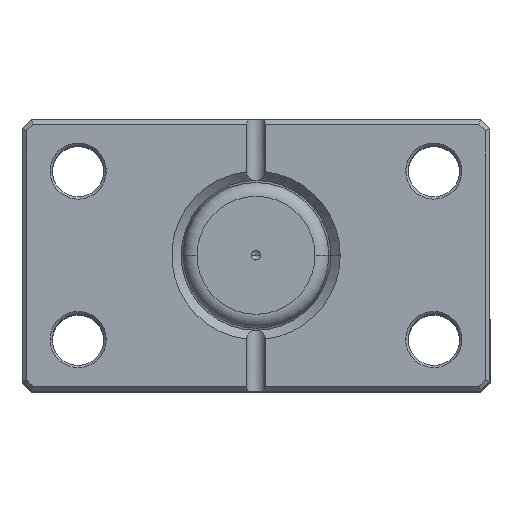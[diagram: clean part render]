
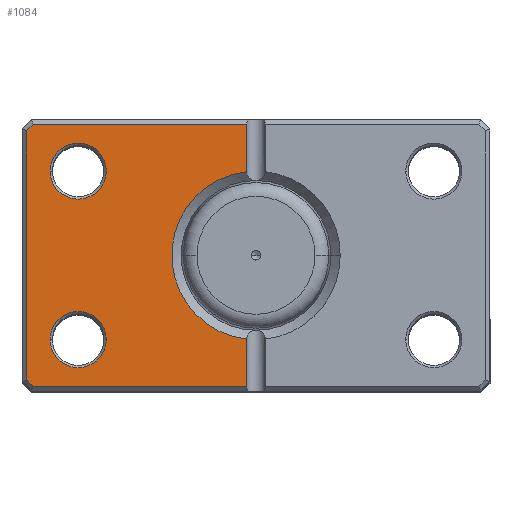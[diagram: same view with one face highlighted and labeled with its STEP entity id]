
A CAD part, top view. The second image highlights one B-rep face of the part: STEP entity #1084.
In plain terms, the highlighted face is planar.
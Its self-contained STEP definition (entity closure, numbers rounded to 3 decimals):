
#2 = CARTESIAN_POINT ( 'NONE',  ( 38., -18., 0. ) ) ;
#48 = CARTESIAN_POINT ( 'NONE',  ( 44., 18., 0. ) ) ;
#173 = CARTESIAN_POINT ( 'NONE',  ( 49., -26.586, 0. ) ) ;
#177 = DIRECTION ( 'NONE',  ( 1., 0., 0. ) ) ;
#346 = DIRECTION ( 'NONE',  ( 1., 0., 0. ) ) ;
#495 = VERTEX_POINT ( 'NONE', #1182 ) ;
#502 = DIRECTION ( 'NONE',  ( 1., 0., 0. ) ) ;
#515 = DIRECTION ( 'NONE',  ( 1., 0., 0. ) ) ;
#673 = AXIS2_PLACEMENT_3D ( 'NONE', #6225, #3326, #346 ) ;
#704 = EDGE_CURVE ( 'NONE', #4026, #2883, #3937, .T. ) ;
#847 = EDGE_CURVE ( 'NONE', #2432, #2712, #4610, .T. ) ;
#992 = CARTESIAN_POINT ( 'NONE',  ( 49., 26.586, 0. ) ) ;
#1015 = DIRECTION ( 'NONE',  ( 0., 1., 0. ) ) ;
#1031 = CIRCLE ( 'NONE', #2580, 6. ) ;
#1056 = CARTESIAN_POINT ( 'NONE',  ( 2., -28., 0. ) ) ;
#1084 = ADVANCED_FACE ( 'NONE', ( #6286, #4997, #2428 ), #2962, .F. ) ;
#1141 = ORIENTED_EDGE ( 'NONE', *, *, #3074, .T. ) ;
#1182 = CARTESIAN_POINT ( 'NONE',  ( 2., 17.889, 0. ) ) ;
#1235 = VERTEX_POINT ( 'NONE', #2882 ) ;
#1310 = CARTESIAN_POINT ( 'NONE',  ( 37.793, -37.793, 0. ) ) ;
#1318 = ORIENTED_EDGE ( 'NONE', *, *, #2597, .T. ) ;
#1366 = EDGE_CURVE ( 'NONE', #5066, #4039, #4286, .T. ) ;
#1438 = DIRECTION ( 'NONE',  ( 0., 1., 0. ) ) ;
#1640 = LINE ( 'NONE', #2680, #5031 ) ;
#1733 = CARTESIAN_POINT ( 'NONE',  ( 2., 29., 0. ) ) ;
#1744 = VECTOR ( 'NONE', #1438, 1000. ) ;
#1792 = EDGE_LOOP ( 'NONE', ( #5916, #2206 ) ) ;
#1885 = LINE ( 'NONE', #4031, #5579 ) ;
#2044 = DIRECTION ( 'NONE',  ( 0.707, -0.707, 0. ) ) ;
#2134 = CIRCLE ( 'NONE', #5229, 6. ) ;
#2155 = EDGE_CURVE ( 'NONE', #5821, #4250, #1031, .T. ) ;
#2177 = LINE ( 'NONE', #4492, #4494 ) ;
#2206 = ORIENTED_EDGE ( 'NONE', *, *, #4794, .T. ) ;
#2297 = CARTESIAN_POINT ( 'NONE',  ( 47.586, 28., 0. ) ) ;
#2348 = ORIENTED_EDGE ( 'NONE', *, *, #1366, .T. ) ;
#2399 = DIRECTION ( 'NONE',  ( -0.707, -0.707, 0. ) ) ;
#2428 = FACE_OUTER_BOUND ( 'NONE', #4780, .T. ) ;
#2432 = VERTEX_POINT ( 'NONE', #4903 ) ;
#2512 = ORIENTED_EDGE ( 'NONE', *, *, #5213, .T. ) ;
#2566 = DIRECTION ( 'NONE',  ( 1., 0., 0. ) ) ;
#2580 = AXIS2_PLACEMENT_3D ( 'NONE', #6058, #3151, #177 ) ;
#2597 = EDGE_CURVE ( 'NONE', #2883, #5066, #1885, .T. ) ;
#2657 = VECTOR ( 'NONE', #2399, 1000. ) ;
#2661 = AXIS2_PLACEMENT_3D ( 'NONE', #2, #3461, #515 ) ;
#2680 = CARTESIAN_POINT ( 'NONE',  ( 49., 0., 0. ) ) ;
#2691 = EDGE_LOOP ( 'NONE', ( #3328, #4605 ) ) ;
#2712 = VERTEX_POINT ( 'NONE', #2297 ) ;
#2767 = CARTESIAN_POINT ( 'NONE',  ( 38., -18., 0. ) ) ;
#2882 = CARTESIAN_POINT ( 'NONE',  ( 32., -18., 0. ) ) ;
#2883 = VERTEX_POINT ( 'NONE', #6287 ) ;
#2962 = PLANE ( 'NONE',  #3570 ) ;
#2979 = CARTESIAN_POINT ( 'NONE',  ( 37.793, 37.793, 0. ) ) ;
#3054 = EDGE_CURVE ( 'NONE', #3253, #1235, #6036, .T. ) ;
#3072 = DIRECTION ( 'NONE',  ( 0., 0., 1. ) ) ;
#3074 = EDGE_CURVE ( 'NONE', #2712, #5702, #4581, .T. ) ;
#3151 = DIRECTION ( 'NONE',  ( 0., 0., 1. ) ) ;
#3178 = CIRCLE ( 'NONE', #6322, 6. ) ;
#3253 = VERTEX_POINT ( 'NONE', #4149 ) ;
#3259 = DIRECTION ( 'NONE',  ( 1., 0., 0. ) ) ;
#3297 = VECTOR ( 'NONE', #2044, 1000. ) ;
#3326 = DIRECTION ( 'NONE',  ( 0., 0., 1. ) ) ;
#3328 = ORIENTED_EDGE ( 'NONE', *, *, #4572, .T. ) ;
#3331 = VECTOR ( 'NONE', #4185, 1000. ) ;
#3430 = CARTESIAN_POINT ( 'NONE',  ( 0., 0., 0. ) ) ;
#3447 = DIRECTION ( 'NONE',  ( 0., 0., 1. ) ) ;
#3461 = DIRECTION ( 'NONE',  ( 0., 0., 1. ) ) ;
#3545 = EDGE_CURVE ( 'NONE', #4039, #495, #4383, .T. ) ;
#3570 = AXIS2_PLACEMENT_3D ( 'NONE', #3430, #3072, #2566 ) ;
#3617 = ORIENTED_EDGE ( 'NONE', *, *, #3545, .T. ) ;
#3638 = DIRECTION ( 'NONE',  ( 0., -1., 0. ) ) ;
#3767 = ORIENTED_EDGE ( 'NONE', *, *, #704, .T. ) ;
#3937 = LINE ( 'NONE', #1310, #2657 ) ;
#4026 = VERTEX_POINT ( 'NONE', #173 ) ;
#4031 = CARTESIAN_POINT ( 'NONE',  ( 0., -28., 0. ) ) ;
#4039 = VERTEX_POINT ( 'NONE', #5582 ) ;
#4149 = CARTESIAN_POINT ( 'NONE',  ( 44., -18., 0. ) ) ;
#4185 = DIRECTION ( 'NONE',  ( 1., 0., 0. ) ) ;
#4250 = VERTEX_POINT ( 'NONE', #48 ) ;
#4286 = LINE ( 'NONE', #1733, #1744 ) ;
#4383 = CIRCLE ( 'NONE', #673, 18. ) ;
#4492 = CARTESIAN_POINT ( 'NONE',  ( 2., 29., 0. ) ) ;
#4494 = VECTOR ( 'NONE', #1015, 1000. ) ;
#4514 = DIRECTION ( 'NONE',  ( -1., 0., 0. ) ) ;
#4572 = EDGE_CURVE ( 'NONE', #1235, #3253, #3178, .T. ) ;
#4581 = LINE ( 'NONE', #2979, #3297 ) ;
#4605 = ORIENTED_EDGE ( 'NONE', *, *, #3054, .T. ) ;
#4610 = LINE ( 'NONE', #4775, #3331 ) ;
#4775 = CARTESIAN_POINT ( 'NONE',  ( 0., 28., 0. ) ) ;
#4780 = EDGE_LOOP ( 'NONE', ( #2348, #3617, #4918, #6206, #1141, #2512, #3767, #1318 ) ) ;
#4794 = EDGE_CURVE ( 'NONE', #4250, #5821, #2134, .T. ) ;
#4903 = CARTESIAN_POINT ( 'NONE',  ( 2., 28., 0. ) ) ;
#4918 = ORIENTED_EDGE ( 'NONE', *, *, #5050, .T. ) ;
#4997 = FACE_BOUND ( 'NONE', #1792, .T. ) ;
#5031 = VECTOR ( 'NONE', #3638, 1000. ) ;
#5050 = EDGE_CURVE ( 'NONE', #495, #2432, #2177, .T. ) ;
#5066 = VERTEX_POINT ( 'NONE', #1056 ) ;
#5213 = EDGE_CURVE ( 'NONE', #5702, #4026, #1640, .T. ) ;
#5229 = AXIS2_PLACEMENT_3D ( 'NONE', #6344, #3447, #502 ) ;
#5579 = VECTOR ( 'NONE', #4514, 1000. ) ;
#5582 = CARTESIAN_POINT ( 'NONE',  ( 2., -17.889, 0. ) ) ;
#5702 = VERTEX_POINT ( 'NONE', #992 ) ;
#5821 = VERTEX_POINT ( 'NONE', #5962 ) ;
#5916 = ORIENTED_EDGE ( 'NONE', *, *, #2155, .T. ) ;
#5962 = CARTESIAN_POINT ( 'NONE',  ( 32., 18., 0. ) ) ;
#6036 = CIRCLE ( 'NONE', #2661, 6. ) ;
#6058 = CARTESIAN_POINT ( 'NONE',  ( 38., 18., 0. ) ) ;
#6163 = DIRECTION ( 'NONE',  ( 0., 0., 1. ) ) ;
#6206 = ORIENTED_EDGE ( 'NONE', *, *, #847, .T. ) ;
#6225 = CARTESIAN_POINT ( 'NONE',  ( 0., 0., 0. ) ) ;
#6286 = FACE_BOUND ( 'NONE', #2691, .T. ) ;
#6287 = CARTESIAN_POINT ( 'NONE',  ( 47.586, -28., 0. ) ) ;
#6322 = AXIS2_PLACEMENT_3D ( 'NONE', #2767, #6163, #3259 ) ;
#6344 = CARTESIAN_POINT ( 'NONE',  ( 38., 18., 0. ) ) ;
